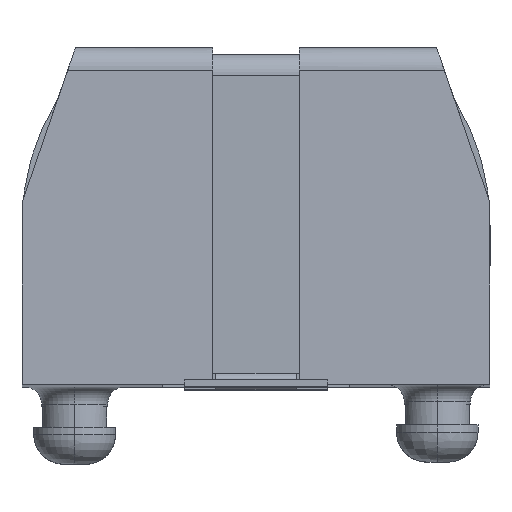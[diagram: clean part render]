
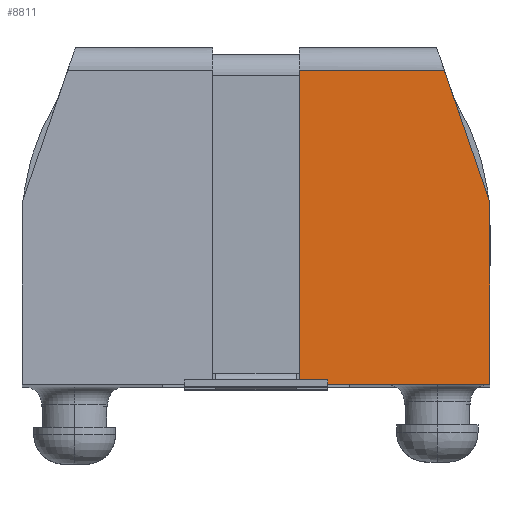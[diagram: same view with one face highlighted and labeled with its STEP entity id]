
A CAD part, top view. The second image highlights one B-rep face of the part: STEP entity #8811.
In plain terms, the highlighted planar face has unit normal (0, 0.018, 1).
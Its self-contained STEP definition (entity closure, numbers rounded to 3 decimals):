
#2229 = PLANE('',#2230);
#2230 = AXIS2_PLACEMENT_3D('',#2231,#2232,#2233);
#2231 = CARTESIAN_POINT('',(0.,0.,0.));
#2232 = DIRECTION('',(0.,1.,0.));
#2233 = DIRECTION('',(0.,-0.,1.));
#4494 = PLANE('',#4495);
#4495 = AXIS2_PLACEMENT_3D('',#4496,#4497,#4498);
#4496 = CARTESIAN_POINT('',(10.325,14.859,38.527));
#4497 = DIRECTION('',(-1.,0.,0.));
#4498 = DIRECTION('',(0.,0.,1.));
#4591 = VERTEX_POINT('',#4592);
#4592 = CARTESIAN_POINT('',(10.325,0.,38.527));
#4613 = EDGE_CURVE('',#4614,#4591,#4616,.T.);
#4614 = VERTEX_POINT('',#4615);
#4615 = CARTESIAN_POINT('',(1.905,0.,38.527));
#4616 = SURFACE_CURVE('',#4617,(#4621,#4628),.PCURVE_S1.);
#4617 = LINE('',#4618,#4619);
#4618 = CARTESIAN_POINT('',(1.905,0.,38.527));
#4619 = VECTOR('',#4620,1.);
#4620 = DIRECTION('',(1.,0.,0.));
#4621 = PCURVE('',#2229,#4622);
#4622 = DEFINITIONAL_REPRESENTATION('',(#4623),#4627);
#4623 = LINE('',#4624,#4625);
#4624 = CARTESIAN_POINT('',(38.527,1.905));
#4625 = VECTOR('',#4626,1.);
#4626 = DIRECTION('',(0.,1.));
#4627 = ( GEOMETRIC_REPRESENTATION_CONTEXT(2) 
PARAMETRIC_REPRESENTATION_CONTEXT() REPRESENTATION_CONTEXT('2D SPACE',''
  ) );
#4628 = PCURVE('',#4629,#4634);
#4629 = PLANE('',#4630);
#4630 = AXIS2_PLACEMENT_3D('',#4631,#4632,#4633);
#4631 = CARTESIAN_POINT('',(114.338,0.,38.527));
#4632 = DIRECTION('',(0.,0.017,1.));
#4633 = DIRECTION('',(0.,-1.,0.017));
#4634 = DEFINITIONAL_REPRESENTATION('',(#4635),#4639);
#4635 = LINE('',#4636,#4637);
#4636 = CARTESIAN_POINT('',(0.,-112.433));
#4637 = VECTOR('',#4638,1.);
#4638 = DIRECTION('',(0.,1.));
#4639 = ( GEOMETRIC_REPRESENTATION_CONTEXT(2) 
PARAMETRIC_REPRESENTATION_CONTEXT() REPRESENTATION_CONTEXT('2D SPACE',''
  ) );
#4657 = PLANE('',#4658);
#4658 = AXIS2_PLACEMENT_3D('',#4659,#4660,#4661);
#4659 = CARTESIAN_POINT('',(1.905,14.859,35.636));
#4660 = DIRECTION('',(1.,0.,0.));
#4661 = DIRECTION('',(0.,0.,-1.));
#6965 = CYLINDRICAL_SURFACE('',#6966,1.016);
#6966 = AXIS2_PLACEMENT_3D('',#6967,#6968,#6969);
#6967 = CARTESIAN_POINT('',(0.,13.843,37.269));
#6968 = DIRECTION('',(1.,0.,0.));
#6969 = DIRECTION('',(0.,0.,-1.));
#6993 = PLANE('',#6994);
#6994 = AXIS2_PLACEMENT_3D('',#6995,#6996,#6997);
#6995 = CARTESIAN_POINT('',(13.08,0.,
    144.485));
#6996 = DIRECTION('',(-0.946,-0.326,0.));
#6997 = DIRECTION('',(0.326,-0.946,0.));
#7511 = VERTEX_POINT('',#7512);
#7512 = CARTESIAN_POINT('',(10.325,8.001,38.387));
#7533 = EDGE_CURVE('',#4591,#7511,#7534,.T.);
#7534 = SURFACE_CURVE('',#7535,(#7539,#7546),.PCURVE_S1.);
#7535 = LINE('',#7536,#7537);
#7536 = CARTESIAN_POINT('',(10.325,14.854,38.268));
#7537 = VECTOR('',#7538,1.);
#7538 = DIRECTION('',(0.,1.,-0.017));
#7539 = PCURVE('',#4494,#7540);
#7540 = DEFINITIONAL_REPRESENTATION('',(#7541),#7545);
#7541 = LINE('',#7542,#7543);
#7542 = CARTESIAN_POINT('',(-0.259,-0.005));
#7543 = VECTOR('',#7544,1.);
#7544 = DIRECTION('',(-0.017,1.));
#7545 = ( GEOMETRIC_REPRESENTATION_CONTEXT(2) 
PARAMETRIC_REPRESENTATION_CONTEXT() REPRESENTATION_CONTEXT('2D SPACE',''
  ) );
#7546 = PCURVE('',#4629,#7547);
#7547 = DEFINITIONAL_REPRESENTATION('',(#7548),#7552);
#7548 = LINE('',#7549,#7550);
#7549 = CARTESIAN_POINT('',(-14.857,-104.013));
#7550 = VECTOR('',#7551,1.);
#7551 = DIRECTION('',(-1.,0.));
#7552 = ( GEOMETRIC_REPRESENTATION_CONTEXT(2) 
PARAMETRIC_REPRESENTATION_CONTEXT() REPRESENTATION_CONTEXT('2D SPACE',''
  ) );
#8444 = EDGE_CURVE('',#8445,#4614,#8447,.T.);
#8445 = VERTEX_POINT('',#8446);
#8446 = CARTESIAN_POINT('',(1.905,13.861,38.285));
#8447 = SURFACE_CURVE('',#8448,(#8452,#8459),.PCURVE_S1.);
#8448 = LINE('',#8449,#8450);
#8449 = CARTESIAN_POINT('',(1.905,14.905,38.267));
#8450 = VECTOR('',#8451,1.);
#8451 = DIRECTION('',(0.,-1.,0.017));
#8452 = PCURVE('',#4657,#8453);
#8453 = DEFINITIONAL_REPRESENTATION('',(#8454),#8458);
#8454 = LINE('',#8455,#8456);
#8455 = CARTESIAN_POINT('',(-2.631,0.046));
#8456 = VECTOR('',#8457,1.);
#8457 = DIRECTION('',(-0.017,-1.));
#8458 = ( GEOMETRIC_REPRESENTATION_CONTEXT(2) 
PARAMETRIC_REPRESENTATION_CONTEXT() REPRESENTATION_CONTEXT('2D SPACE',''
  ) );
#8459 = PCURVE('',#4629,#8460);
#8460 = DEFINITIONAL_REPRESENTATION('',(#8461),#8465);
#8461 = LINE('',#8462,#8463);
#8462 = CARTESIAN_POINT('',(-14.907,-112.433));
#8463 = VECTOR('',#8464,1.);
#8464 = DIRECTION('',(1.,0.));
#8465 = ( GEOMETRIC_REPRESENTATION_CONTEXT(2) 
PARAMETRIC_REPRESENTATION_CONTEXT() REPRESENTATION_CONTEXT('2D SPACE',''
  ) );
#8811 = ADVANCED_FACE('',(#8812),#4629,.T.);
#8812 = FACE_BOUND('',#8813,.T.);
#8813 = EDGE_LOOP('',(#8814,#8837,#8858,#8859,#8860));
#8814 = ORIENTED_EDGE('',*,*,#8815,.F.);
#8815 = EDGE_CURVE('',#8816,#7511,#8818,.T.);
#8816 = VERTEX_POINT('',#8817);
#8817 = CARTESIAN_POINT('',(8.307,13.861,38.285
    ));
#8818 = SURFACE_CURVE('',#8819,(#8823,#8830),.PCURVE_S1.);
#8819 = LINE('',#8820,#8821);
#8820 = CARTESIAN_POINT('',(23.81,-31.162,
    39.071));
#8821 = VECTOR('',#8822,1.);
#8822 = DIRECTION('',(0.326,-0.945,0.017)
  );
#8823 = PCURVE('',#4629,#8824);
#8824 = DEFINITIONAL_REPRESENTATION('',(#8825),#8829);
#8825 = LINE('',#8826,#8827);
#8826 = CARTESIAN_POINT('',(31.167,-90.528));
#8827 = VECTOR('',#8828,1.);
#8828 = DIRECTION('',(0.946,0.326));
#8829 = ( GEOMETRIC_REPRESENTATION_CONTEXT(2) 
PARAMETRIC_REPRESENTATION_CONTEXT() REPRESENTATION_CONTEXT('2D SPACE',''
  ) );
#8830 = PCURVE('',#6993,#8831);
#8831 = DEFINITIONAL_REPRESENTATION('',(#8832),#8836);
#8832 = LINE('',#8833,#8834);
#8833 = CARTESIAN_POINT('',(32.957,-105.414));
#8834 = VECTOR('',#8835,1.);
#8835 = DIRECTION('',(1.,0.017));
#8836 = ( GEOMETRIC_REPRESENTATION_CONTEXT(2) 
PARAMETRIC_REPRESENTATION_CONTEXT() REPRESENTATION_CONTEXT('2D SPACE',''
  ) );
#8837 = ORIENTED_EDGE('',*,*,#8838,.T.);
#8838 = EDGE_CURVE('',#8816,#8445,#8839,.T.);
#8839 = SURFACE_CURVE('',#8840,(#8844,#8851),.PCURVE_S1.);
#8840 = LINE('',#8841,#8842);
#8841 = CARTESIAN_POINT('',(114.338,13.861,
    38.285));
#8842 = VECTOR('',#8843,1.);
#8843 = DIRECTION('',(-1.,-0.,0.));
#8844 = PCURVE('',#4629,#8845);
#8845 = DEFINITIONAL_REPRESENTATION('',(#8846),#8850);
#8846 = LINE('',#8847,#8848);
#8847 = CARTESIAN_POINT('',(-13.863,0.));
#8848 = VECTOR('',#8849,1.);
#8849 = DIRECTION('',(0.,-1.));
#8850 = ( GEOMETRIC_REPRESENTATION_CONTEXT(2) 
PARAMETRIC_REPRESENTATION_CONTEXT() REPRESENTATION_CONTEXT('2D SPACE',''
  ) );
#8851 = PCURVE('',#6965,#8852);
#8852 = DEFINITIONAL_REPRESENTATION('',(#8853),#8857);
#8853 = LINE('',#8854,#8855);
#8854 = CARTESIAN_POINT('',(3.124,114.338));
#8855 = VECTOR('',#8856,1.);
#8856 = DIRECTION('',(0.,-1.));
#8857 = ( GEOMETRIC_REPRESENTATION_CONTEXT(2) 
PARAMETRIC_REPRESENTATION_CONTEXT() REPRESENTATION_CONTEXT('2D SPACE',''
  ) );
#8858 = ORIENTED_EDGE('',*,*,#8444,.T.);
#8859 = ORIENTED_EDGE('',*,*,#4613,.T.);
#8860 = ORIENTED_EDGE('',*,*,#7533,.T.);
